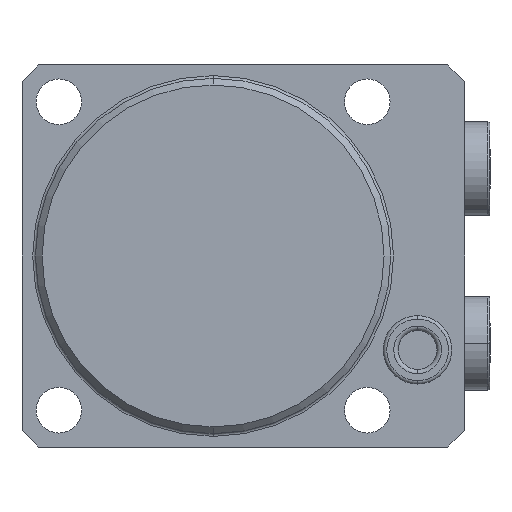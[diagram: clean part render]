
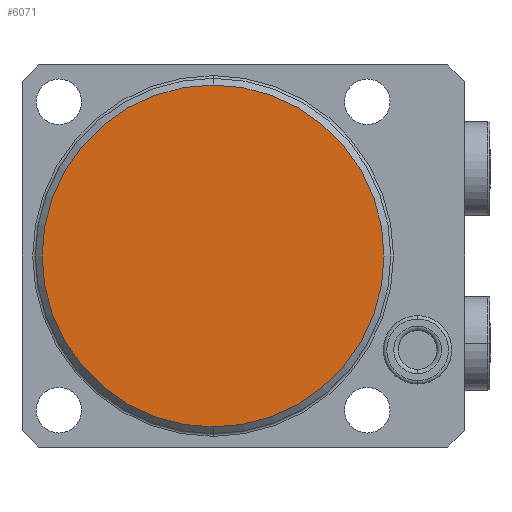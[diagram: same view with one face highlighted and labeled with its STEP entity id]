
A CAD part, front view. The second image highlights one B-rep face of the part: STEP entity #6071.
In plain terms, the highlighted planar face has unit normal (0, -1, 0).
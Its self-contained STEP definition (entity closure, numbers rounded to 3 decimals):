
#845 = VERTEX_POINT ( 'NONE', #7320 ) ;
#866 = VERTEX_POINT ( 'NONE', #7201 ) ;
#1232 = AXIS2_PLACEMENT_3D ( 'NONE', #3990, #3989, #3988 ) ;
#1290 = AXIS2_PLACEMENT_3D ( 'NONE', #2753, #2752, #2750 ) ;
#1398 = CIRCLE ( 'NONE', #1232, 25.5 ) ;
#1555 = CIRCLE ( 'NONE', #1290, 25.5 ) ;
#2048 = FACE_OUTER_BOUND ( 'NONE', #5541, .T. ) ;
#2750 = DIRECTION ( 'NONE',  ( 0., 0., 1. ) ) ;
#2752 = DIRECTION ( 'NONE',  ( 0., -1., 0. ) ) ;
#2753 = CARTESIAN_POINT ( 'NONE',  ( 0., -55.5, 0. ) ) ;
#3988 = DIRECTION ( 'NONE',  ( 0., 0., 1. ) ) ;
#3989 = DIRECTION ( 'NONE',  ( 0., -1., 0. ) ) ;
#3990 = CARTESIAN_POINT ( 'NONE',  ( 0., -55.5, 0. ) ) ;
#4614 = DIRECTION ( 'NONE',  ( 0., 0., 1. ) ) ;
#4615 = DIRECTION ( 'NONE',  ( 0., 1., 0. ) ) ;
#4633 = PLANE ( 'NONE',  #7831 ) ;
#4649 = CARTESIAN_POINT ( 'NONE',  ( 0., -55.5, 0. ) ) ;
#5541 = EDGE_LOOP ( 'NONE', ( #5793, #5794 ) ) ;
#5793 = ORIENTED_EDGE ( 'NONE', *, *, #6639, .T. ) ;
#5794 = ORIENTED_EDGE ( 'NONE', *, *, #6514, .T. ) ;
#6071 = ADVANCED_FACE ( 'NONE', ( #2048 ), #4633, .F. ) ;
#6514 = EDGE_CURVE ( 'NONE', #866, #845, #1555, .T. ) ;
#6639 = EDGE_CURVE ( 'NONE', #845, #866, #1398, .T. ) ;
#7201 = CARTESIAN_POINT ( 'NONE',  ( 0., -55.5, -25.5 ) ) ;
#7320 = CARTESIAN_POINT ( 'NONE',  ( 0., -55.5, 25.5 ) ) ;
#7831 = AXIS2_PLACEMENT_3D ( 'NONE', #4649, #4615, #4614 ) ;
